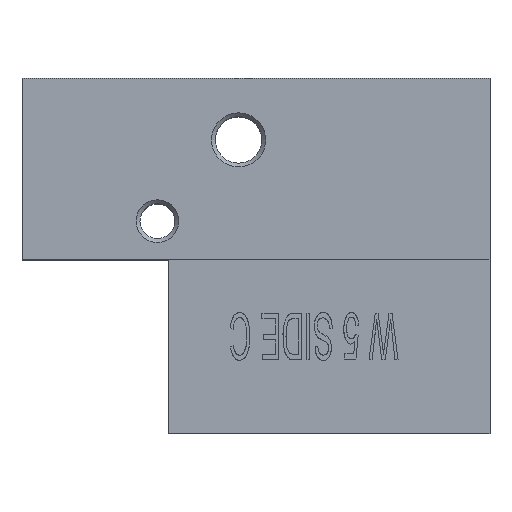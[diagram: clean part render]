
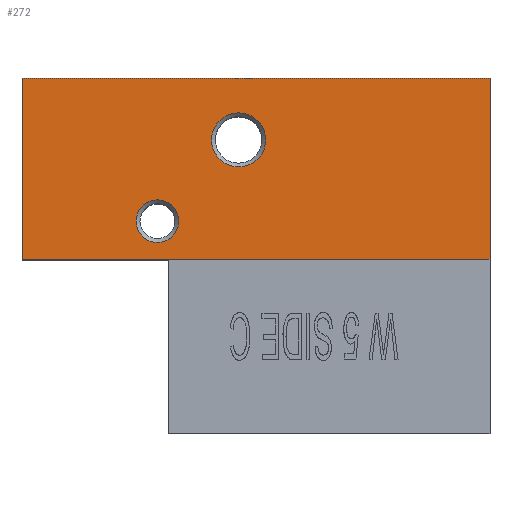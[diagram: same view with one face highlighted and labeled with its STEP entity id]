
A CAD part, top view. The second image highlights one B-rep face of the part: STEP entity #272.
In plain terms, the highlighted planar face has unit normal (0, 0, 1).
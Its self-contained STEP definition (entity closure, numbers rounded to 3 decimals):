
#167=CIRCLE('',#1853,2.75);
#168=CIRCLE('',#1854,3.5);
#272=ADVANCED_FACE('',(#635,#636,#637),#378,.T.);
#378=PLANE('',#1855);
#448=LINE('',#2769,#535);
#449=LINE('',#2771,#536);
#450=LINE('',#2773,#537);
#451=LINE('',#2775,#538);
#452=LINE('',#2777,#539);
#535=VECTOR('',#2002,1.);
#536=VECTOR('',#2003,1.);
#537=VECTOR('',#2004,1.);
#538=VECTOR('',#2005,1.);
#539=VECTOR('',#2006,1.);
#635=FACE_BOUND('',#723,.T.);
#636=FACE_BOUND('',#724,.T.);
#637=FACE_BOUND('',#725,.T.);
#723=EDGE_LOOP('',(#931));
#724=EDGE_LOOP('',(#932));
#725=EDGE_LOOP('',(#933,#934,#935,#936,#937));
#931=ORIENTED_EDGE('',*,*,#1559,.T.);
#932=ORIENTED_EDGE('',*,*,#1560,.T.);
#933=ORIENTED_EDGE('',*,*,#1561,.F.);
#934=ORIENTED_EDGE('',*,*,#1562,.F.);
#935=ORIENTED_EDGE('',*,*,#1563,.F.);
#936=ORIENTED_EDGE('',*,*,#1564,.F.);
#937=ORIENTED_EDGE('',*,*,#1565,.T.);
#1382=VERTEX_POINT('',#2753);
#1387=VERTEX_POINT('',#2766);
#1388=VERTEX_POINT('',#2768);
#1389=VERTEX_POINT('',#2770);
#1390=VERTEX_POINT('',#2772);
#1391=VERTEX_POINT('',#2774);
#1392=VERTEX_POINT('',#2776);
#1559=EDGE_CURVE('',#1387,#1387,#167,.T.);
#1560=EDGE_CURVE('',#1388,#1388,#168,.T.);
#1561=EDGE_CURVE('',#1389,#1382,#448,.T.);
#1562=EDGE_CURVE('',#1390,#1389,#449,.T.);
#1563=EDGE_CURVE('',#1391,#1390,#450,.T.);
#1564=EDGE_CURVE('',#1392,#1391,#451,.T.);
#1565=EDGE_CURVE('',#1392,#1382,#452,.T.);
#1853=AXIS2_PLACEMENT_3D('',#2765,#1998,#1999);
#1854=AXIS2_PLACEMENT_3D('',#2767,#2000,#2001);
#1855=AXIS2_PLACEMENT_3D('',#2778,#2007,#2008);
#1998=DIRECTION('',(0.,0.,-1.));
#1999=DIRECTION('',(1.,0.,0.));
#2000=DIRECTION('',(0.,0.,-1.));
#2001=DIRECTION('',(1.,0.,0.));
#2002=DIRECTION('',(-1.,0.,0.));
#2003=DIRECTION('',(0.,-1.,0.));
#2004=DIRECTION('',(1.,0.,0.));
#2005=DIRECTION('',(0.,1.,0.));
#2006=DIRECTION('',(1.,0.,0.));
#2007=DIRECTION('',(0.,0.,1.));
#2008=DIRECTION('',(1.,0.,0.));
#2753=CARTESIAN_POINT('',(0.,13.5,20.));
#2765=CARTESIAN_POINT('',(-1.5,18.5,20.));
#2766=CARTESIAN_POINT('',(1.25,18.5,20.));
#2767=CARTESIAN_POINT('',(9.,29.,20.));
#2768=CARTESIAN_POINT('',(12.5,29.,20.));
#2769=CARTESIAN_POINT('',(18.,13.5,20.));
#2770=CARTESIAN_POINT('',(41.5,13.5,20.));
#2771=CARTESIAN_POINT('',(41.5,18.5,20.));
#2772=CARTESIAN_POINT('',(41.5,37.,20.));
#2773=CARTESIAN_POINT('',(9.,37.,20.));
#2774=CARTESIAN_POINT('',(-19.,37.,20.));
#2775=CARTESIAN_POINT('',(-19.,37.,20.));
#2776=CARTESIAN_POINT('',(-19.,13.5,20.));
#2777=CARTESIAN_POINT('',(0.,13.5,20.));
#2778=CARTESIAN_POINT('',(9.,18.5,20.));
